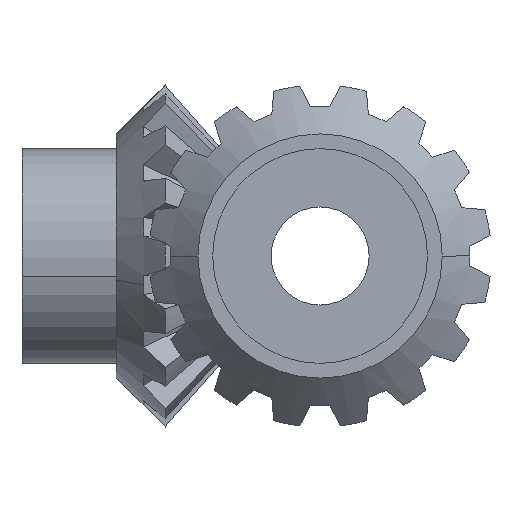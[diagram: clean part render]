
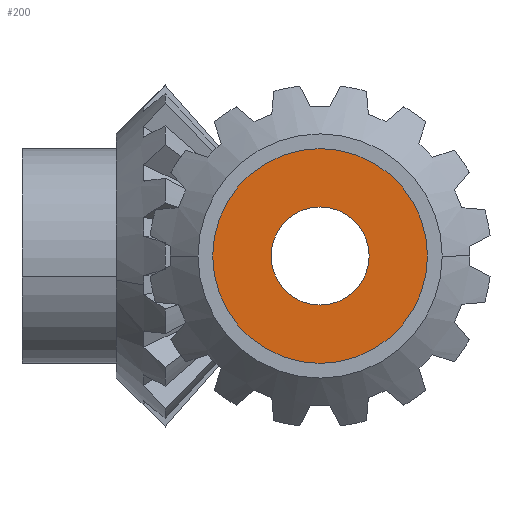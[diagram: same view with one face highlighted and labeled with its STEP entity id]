
A CAD part, front view. The second image highlights one B-rep face of the part: STEP entity #200.
In plain terms, the highlighted planar face has unit normal (0, -1, 0).
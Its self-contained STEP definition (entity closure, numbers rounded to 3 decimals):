
#200=ADVANCED_FACE('',(#501,#502),#503,.T.);
#501=FACE_BOUND('',#807,.T.);
#502=FACE_OUTER_BOUND('',#808,.T.);
#503=PLANE('',#809);
#807=EDGE_LOOP('',(#2075,#2076));
#808=EDGE_LOOP('',(#2077,#2078));
#809=AXIS2_PLACEMENT_3D('',#2079,#2080,#2081);
#2075=ORIENTED_EDGE('',*,*,#2564,.T.);
#2076=ORIENTED_EDGE('',*,*,#2396,.T.);
#2077=ORIENTED_EDGE('',*,*,#2389,.F.);
#2078=ORIENTED_EDGE('',*,*,#2567,.F.);
#2079=CARTESIAN_POINT('',(-5.475,-30.4,0.0));
#2080=DIRECTION('',(0.,-1.0,0.0));
#2081=DIRECTION('',(1.0,0.,-0.0));
#2389=EDGE_CURVE('',#3003,#3006,#3007,.T.);
#2396=EDGE_CURVE('',#3014,#3018,#3020,.T.);
#2564=EDGE_CURVE('',#3018,#3014,#3288,.T.);
#2567=EDGE_CURVE('',#3006,#3003,#3291,.T.);
#3003=VERTEX_POINT('',#4926);
#3006=VERTEX_POINT('',#4930);
#3007=CIRCLE('',#4931,10.95);
#3014=VERTEX_POINT('',#4939);
#3018=VERTEX_POINT('',#4944);
#3020=CIRCLE('',#4947,5.0);
#3288=CIRCLE('',#5956,5.0);
#3291=CIRCLE('',#5959,10.95);
#4926=CARTESIAN_POINT('',(-10.95,-30.4,0.0));
#4930=CARTESIAN_POINT('',(10.95,-30.4,0.));
#4931=AXIS2_PLACEMENT_3D('',#6198,#6199,#6200);
#4939=CARTESIAN_POINT('',(0.,-30.4,-5.0));
#4944=CARTESIAN_POINT('',(0.,-30.4,5.0));
#4947=AXIS2_PLACEMENT_3D('',#6213,#6214,#6215);
#5956=AXIS2_PLACEMENT_3D('',#6360,#6361,#6362);
#5959=AXIS2_PLACEMENT_3D('',#6369,#6370,#6371);
#6198=CARTESIAN_POINT('',(0.,-30.4,0.0));
#6199=DIRECTION('',(0.,1.0,0.0));
#6200=DIRECTION('',(-1.0,0.,0.0));
#6213=CARTESIAN_POINT('',(0.,-30.4,0.0));
#6214=DIRECTION('',(0.,1.0,0.0));
#6215=DIRECTION('',(0.0,0.0,-1.0));
#6360=CARTESIAN_POINT('',(0.,-30.4,0.0));
#6361=DIRECTION('',(0.,1.0,0.0));
#6362=DIRECTION('',(0.0,0.0,-1.0));
#6369=CARTESIAN_POINT('',(0.,-30.4,0.0));
#6370=DIRECTION('',(0.,1.0,0.0));
#6371=DIRECTION('',(-1.0,0.,0.0));
